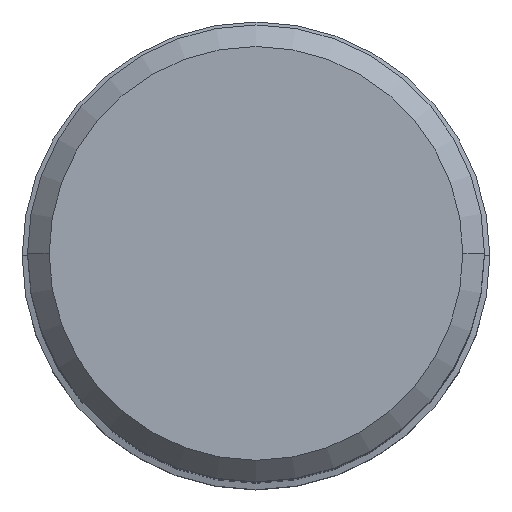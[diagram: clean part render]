
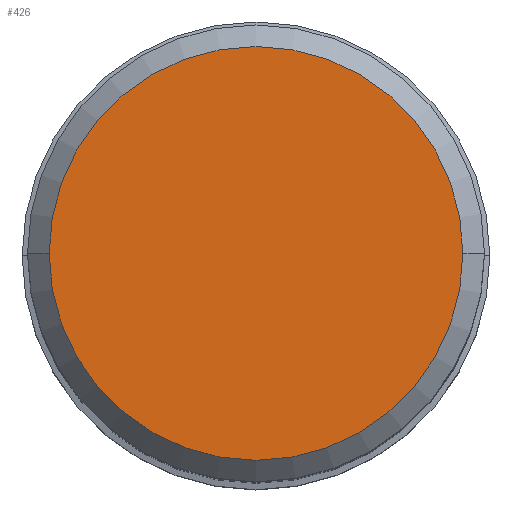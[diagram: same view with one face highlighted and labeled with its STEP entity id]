
A CAD part, top view. The second image highlights one B-rep face of the part: STEP entity #426.
In plain terms, the highlighted planar face has unit normal (0, 0, 1).
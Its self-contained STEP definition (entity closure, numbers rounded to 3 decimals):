
#12 = DIRECTION ( 'NONE',  ( 1., 0., 0. ) ) ;
#83 = CARTESIAN_POINT ( 'NONE',  ( 0., 0., 0. ) ) ;
#135 = VERTEX_POINT ( 'NONE', #905 ) ;
#262 = AXIS2_PLACEMENT_3D ( 'NONE', #83, #514, #12 ) ;
#304 = DIRECTION ( 'NONE',  ( 0., 0., 1. ) ) ;
#387 = CARTESIAN_POINT ( 'NONE',  ( 0., 0., 0. ) ) ;
#426 = ADVANCED_FACE ( 'NONE', ( #690 ), #453, .T. ) ;
#453 = PLANE ( 'NONE',  #631 ) ;
#458 = DIRECTION ( 'NONE',  ( 1., 0., 0. ) ) ;
#489 = ORIENTED_EDGE ( 'NONE', *, *, #704, .T. ) ;
#490 = CARTESIAN_POINT ( 'NONE',  ( -5.75, 0., 0. ) ) ;
#514 = DIRECTION ( 'NONE',  ( 0., 0., 1. ) ) ;
#605 = EDGE_CURVE ( 'NONE', #858, #135, #792, .T. ) ;
#608 = ORIENTED_EDGE ( 'NONE', *, *, #605, .T. ) ;
#631 = AXIS2_PLACEMENT_3D ( 'NONE', #387, #890, #458 ) ;
#690 = FACE_OUTER_BOUND ( 'NONE', #821, .T. ) ;
#704 = EDGE_CURVE ( 'NONE', #135, #858, #869, .T. ) ;
#726 = DIRECTION ( 'NONE',  ( 1., 0., 0. ) ) ;
#792 = CIRCLE ( 'NONE', #814, 5.75 ) ;
#809 = CARTESIAN_POINT ( 'NONE',  ( 0., 0., 0. ) ) ;
#814 = AXIS2_PLACEMENT_3D ( 'NONE', #809, #304, #726 ) ;
#821 = EDGE_LOOP ( 'NONE', ( #608, #489 ) ) ;
#858 = VERTEX_POINT ( 'NONE', #490 ) ;
#869 = CIRCLE ( 'NONE', #262, 5.75 ) ;
#890 = DIRECTION ( 'NONE',  ( 0., 0., 1. ) ) ;
#905 = CARTESIAN_POINT ( 'NONE',  ( 5.75, 0., 0. ) ) ;
